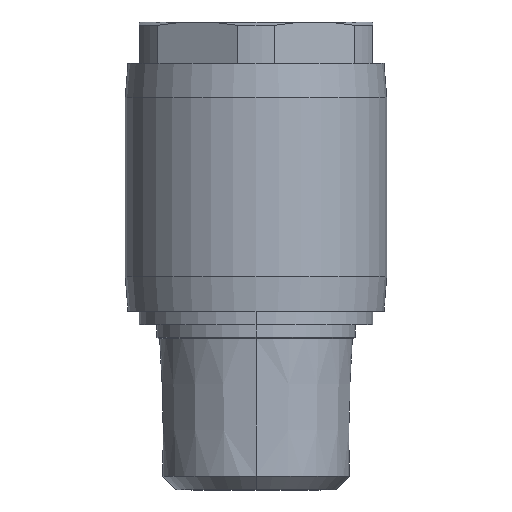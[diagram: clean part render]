
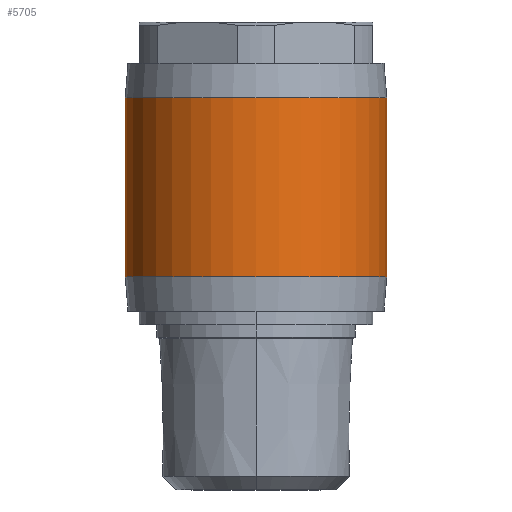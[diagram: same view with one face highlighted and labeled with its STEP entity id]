
A CAD part, left-side view. The second image highlights one B-rep face of the part: STEP entity #5705.
In plain terms, the highlighted cylindrical face has radius 9.5 mm (diameter 19 mm), a partial arc.
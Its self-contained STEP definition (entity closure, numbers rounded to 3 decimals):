
#862 = LINE ( 'NONE', #4667, #1664 ) ;
#1502 = LINE ( 'NONE', #6115, #13865 ) ;
#1561 = DIRECTION ( 'NONE',  ( 0., -1., 0. ) ) ;
#1664 = VECTOR ( 'NONE', #1853, 1000. ) ;
#1853 = DIRECTION ( 'NONE',  ( 0., 0., 1. ) ) ;
#2052 = VERTEX_POINT ( 'NONE', #8021 ) ;
#2346 = CIRCLE ( 'NONE', #4525, 9.5 ) ;
#2609 = AXIS2_PLACEMENT_3D ( 'NONE', #12652, #14104, #4971 ) ;
#3549 = VERTEX_POINT ( 'NONE', #7046 ) ;
#3613 = EDGE_CURVE ( 'NONE', #6540, #3549, #1502, .T. ) ;
#4032 = DIRECTION ( 'NONE',  ( 0., 0., 1. ) ) ;
#4390 = EDGE_CURVE ( 'NONE', #13903, #2052, #862, .T. ) ;
#4525 = AXIS2_PLACEMENT_3D ( 'NONE', #14322, #6695, #15582 ) ;
#4667 = CARTESIAN_POINT ( 'NONE',  ( 4.9, 9.5, -0.7 ) ) ;
#4971 = DIRECTION ( 'NONE',  ( 0., -1., 0. ) ) ;
#5092 = CIRCLE ( 'NONE', #2609, 9.5 ) ;
#5705 = ADVANCED_FACE ( 'NONE', ( #12184 ), #7618, .T. ) ;
#5825 = CARTESIAN_POINT ( 'NONE',  ( 4.9, 9.5, -7.2 ) ) ;
#6115 = CARTESIAN_POINT ( 'NONE',  ( 4.9, -9.5, -0.7 ) ) ;
#6540 = VERTEX_POINT ( 'NONE', #10528 ) ;
#6688 = ORIENTED_EDGE ( 'NONE', *, *, #9560, .F. ) ;
#6695 = DIRECTION ( 'NONE',  ( 0., 0., -1. ) ) ;
#7046 = CARTESIAN_POINT ( 'NONE',  ( 4.9, -9.5, 5.8 ) ) ;
#7618 = CYLINDRICAL_SURFACE ( 'NONE', #12481, 9.5 ) ;
#8021 = CARTESIAN_POINT ( 'NONE',  ( 4.9, 9.5, 5.8 ) ) ;
#9560 = EDGE_CURVE ( 'NONE', #13903, #6540, #2346, .T. ) ;
#9736 = ORIENTED_EDGE ( 'NONE', *, *, #4390, .T. ) ;
#10528 = CARTESIAN_POINT ( 'NONE',  ( 4.9, -9.5, -7.2 ) ) ;
#10800 = ORIENTED_EDGE ( 'NONE', *, *, #3613, .F. ) ;
#11399 = EDGE_LOOP ( 'NONE', ( #6688, #9736, #15098, #10800 ) ) ;
#11704 = CARTESIAN_POINT ( 'NONE',  ( 4.9, 0., -0.7 ) ) ;
#12184 = FACE_OUTER_BOUND ( 'NONE', #11399, .T. ) ;
#12481 = AXIS2_PLACEMENT_3D ( 'NONE', #11704, #4032, #1561 ) ;
#12652 = CARTESIAN_POINT ( 'NONE',  ( 4.9, 0., 5.8 ) ) ;
#13865 = VECTOR ( 'NONE', #16342, 1000. ) ;
#13903 = VERTEX_POINT ( 'NONE', #5825 ) ;
#14104 = DIRECTION ( 'NONE',  ( 0., 0., -1. ) ) ;
#14322 = CARTESIAN_POINT ( 'NONE',  ( 4.9, 0., -7.2 ) ) ;
#15098 = ORIENTED_EDGE ( 'NONE', *, *, #15132, .T. ) ;
#15132 = EDGE_CURVE ( 'NONE', #2052, #3549, #5092, .T. ) ;
#15582 = DIRECTION ( 'NONE',  ( -1., 0., 0. ) ) ;
#16342 = DIRECTION ( 'NONE',  ( 0., 0., 1. ) ) ;
